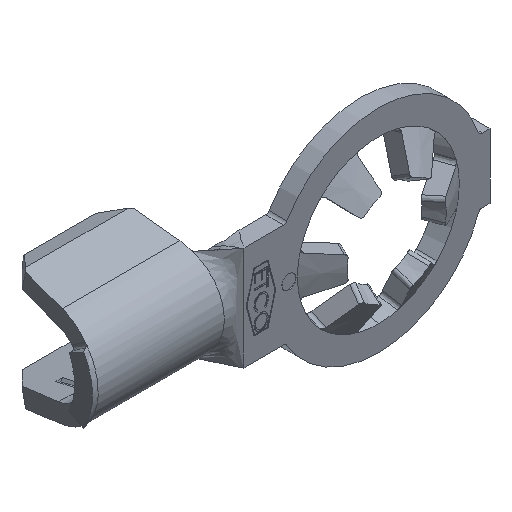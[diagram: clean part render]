
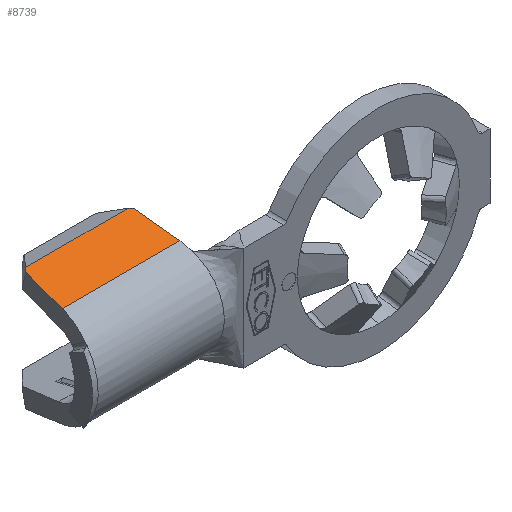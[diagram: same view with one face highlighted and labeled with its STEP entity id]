
A CAD part, isometric view. The second image highlights one B-rep face of the part: STEP entity #8739.
In plain terms, the highlighted planar face has unit normal (0, -0.219, 0.976).
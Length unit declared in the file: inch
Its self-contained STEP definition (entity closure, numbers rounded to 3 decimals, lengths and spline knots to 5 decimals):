
#679 = ORIENTED_EDGE ( 'NONE', *, *, #1418, .F. ) ;
#772 = DIRECTION ( 'NONE',  ( -0.707, 0.69, 0.155 ) ) ;
#861 = VECTOR ( 'NONE', #5237, 39.37008 ) ;
#949 = VECTOR ( 'NONE', #3263, 39.37008 ) ;
#1180 = CARTESIAN_POINT ( 'NONE',  ( -0.297, 0.15096, 0.1075 ) ) ;
#1407 = CARTESIAN_POINT ( 'NONE',  ( -0.29128, 0.14538, 0.10625 ) ) ;
#1418 = EDGE_CURVE ( 'NONE', #7183, #8493, #4264, .T. ) ;
#1875 = CARTESIAN_POINT ( 'NONE',  ( -0.28355, 0.07188, 0.08977 ) ) ;
#2006 = CARTESIAN_POINT ( 'NONE',  ( -0.502, 0.15096, 0.1075 ) ) ;
#2036 = DIRECTION ( 'NONE',  ( 0., -0.219, 0.976 ) ) ;
#2045 = VECTOR ( 'NONE', #2755, 39.37008 ) ;
#2066 = VECTOR ( 'NONE', #7079, 39.37008 ) ;
#2549 = ORIENTED_EDGE ( 'NONE', *, *, #7199, .T. ) ;
#2595 = CARTESIAN_POINT ( 'NONE',  ( -0.502, 0.07188, 0.08977 ) ) ;
#2648 = VECTOR ( 'NONE', #772, 39.37008 ) ;
#2755 = DIRECTION ( 'NONE',  ( 1., 0., 0. ) ) ;
#2974 = CARTESIAN_POINT ( 'NONE',  ( -0.49445, 0.07188, 0.08977 ) ) ;
#3263 = DIRECTION ( 'NONE',  ( -0.707, -0.69, -0.155 ) ) ;
#3294 = EDGE_CURVE ( 'NONE', #7816, #3566, #3888, .T. ) ;
#3311 = DIRECTION ( 'NONE',  ( 0.102, 0.971, 0.218 ) ) ;
#3566 = VERTEX_POINT ( 'NONE', #1180 ) ;
#3888 = LINE ( 'NONE', #2006, #2045 ) ;
#4007 = ORIENTED_EDGE ( 'NONE', *, *, #9676, .T. ) ;
#4211 = CARTESIAN_POINT ( 'NONE',  ( -0.502, 0.07188, 0.08977 ) ) ;
#4264 = LINE ( 'NONE', #9356, #8040 ) ;
#4385 = LINE ( 'NONE', #5254, #2648 ) ;
#4409 = EDGE_LOOP ( 'NONE', ( #5896, #2549, #8524, #4007, #679, #7489 ) ) ;
#4454 = CARTESIAN_POINT ( 'NONE',  ( -0.481, 0.15096, 0.1075 ) ) ;
#4492 = CARTESIAN_POINT ( 'NONE',  ( -0.28583, 0.09351, 0.09462 ) ) ;
#4626 = VERTEX_POINT ( 'NONE', #1407 ) ;
#5237 = DIRECTION ( 'NONE',  ( 0.102, -0.971, -0.218 ) ) ;
#5254 = CARTESIAN_POINT ( 'NONE',  ( -0.359, 0.21145, 0.12106 ) ) ;
#5559 = LINE ( 'NONE', #4492, #861 ) ;
#5752 = PLANE ( 'NONE',  #7457 ) ;
#5896 = ORIENTED_EDGE ( 'NONE', *, *, #7844, .F. ) ;
#6896 = EDGE_CURVE ( 'NONE', #7183, #8642, #9001, .T. ) ;
#6927 = LINE ( 'NONE', #8434, #949 ) ;
#7079 = DIRECTION ( 'NONE',  ( 1., 0., 0. ) ) ;
#7183 = VERTEX_POINT ( 'NONE', #2974 ) ;
#7199 = EDGE_CURVE ( 'NONE', #4626, #3566, #4385, .T. ) ;
#7263 = DIRECTION ( 'NONE',  ( 0., -0.976, -0.219 ) ) ;
#7457 = AXIS2_PLACEMENT_3D ( 'NONE', #4211, #2036, #7263 ) ;
#7489 = ORIENTED_EDGE ( 'NONE', *, *, #6896, .T. ) ;
#7816 = VERTEX_POINT ( 'NONE', #4454 ) ;
#7844 = EDGE_CURVE ( 'NONE', #4626, #8642, #5559, .T. ) ;
#8040 = VECTOR ( 'NONE', #3311, 39.37008 ) ;
#8127 = FACE_OUTER_BOUND ( 'NONE', #4409, .T. ) ;
#8414 = CARTESIAN_POINT ( 'NONE',  ( -0.48672, 0.14538, 0.10625 ) ) ;
#8434 = CARTESIAN_POINT ( 'NONE',  ( -0.53203, 0.10118, 0.09634 ) ) ;
#8493 = VERTEX_POINT ( 'NONE', #8414 ) ;
#8524 = ORIENTED_EDGE ( 'NONE', *, *, #3294, .F. ) ;
#8642 = VERTEX_POINT ( 'NONE', #1875 ) ;
#8739 = ADVANCED_FACE ( 'NONE', ( #8127 ), #5752, .T. ) ;
#9001 = LINE ( 'NONE', #2595, #2066 ) ;
#9356 = CARTESIAN_POINT ( 'NONE',  ( -0.49452, 0.07113, 0.0896 ) ) ;
#9676 = EDGE_CURVE ( 'NONE', #7816, #8493, #6927, .T. ) ;
